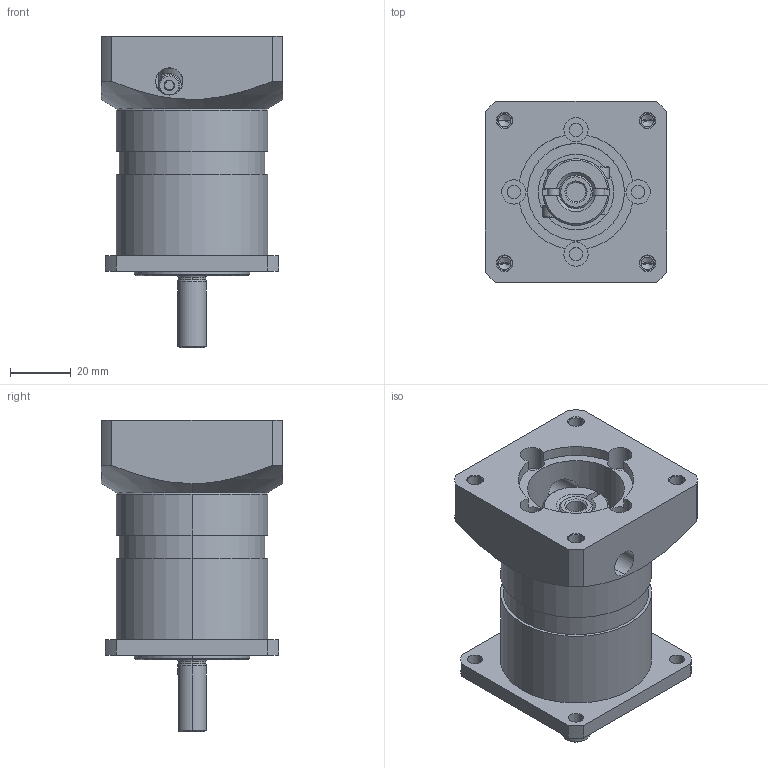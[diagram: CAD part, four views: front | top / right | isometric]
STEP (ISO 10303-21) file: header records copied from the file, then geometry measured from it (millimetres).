
FILE_DESCRIPTION (( 'STEP AP214' ), '1' );
FILE_NAME ('PGCN23-0525.STEP', '2015-02-17T18:16:29', ( '' ), ( '' ), 'SwSTEP 2.0', 'SolidWorks 2014', '' );
FILE_SCHEMA (( 'AUTOMOTIVE_DESIGN' ));
Length unit declared in the file: inch
Products named in the file (4): Bushing_.25x11x14.9_1; PE-N23-I 11mm Input_1; N23-F03_1; PGCN23-0525
Assembly tree (3 placements, depth 2):
  PGCN23-0525
    N23-F03_1
    PE-N23-I 11mm Input_1
    Bushing_.25x11x14.9_1
Bounding box: 60 x 60 x 103 mm (x, y, z)
Volume: 171384.8 mm3; surface area: 36122 mm2
Topology: 3 solids, 3 shells, 251 faces, 588 edges, 363 vertices
Faces by surface type: cylinder 114, plane 69, cone 64, torus 4
Entity records: 7957 total; most frequent: CARTESIAN_POINT 1849, DIRECTION 1355, ORIENTED_EDGE 1156, EDGE_CURVE 578, AXIS2_PLACEMENT_3D 563, VERTEX_POINT 363, EDGE_LOOP 309, CIRCLE 306
